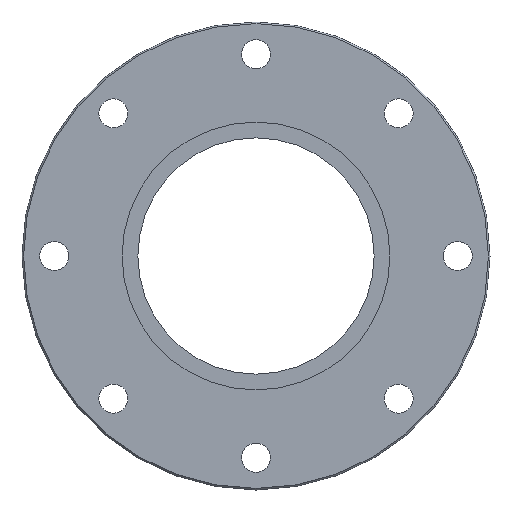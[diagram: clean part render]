
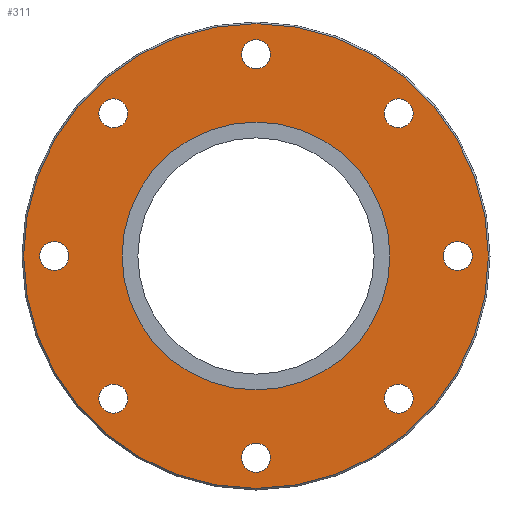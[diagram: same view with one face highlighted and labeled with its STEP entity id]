
A CAD part, front view. The second image highlights one B-rep face of the part: STEP entity #311.
In plain terms, the highlighted planar face has unit normal (0, -1, 0).
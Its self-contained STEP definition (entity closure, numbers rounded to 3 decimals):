
#15=FACE_BOUND('',#68,.T.);
#16=FACE_BOUND('',#69,.T.);
#17=FACE_BOUND('',#70,.T.);
#18=FACE_BOUND('',#71,.T.);
#19=FACE_BOUND('',#72,.T.);
#20=FACE_BOUND('',#73,.T.);
#21=FACE_BOUND('',#74,.T.);
#22=FACE_BOUND('',#75,.T.);
#23=FACE_BOUND('',#76,.T.);
#35=PLANE('',#371);
#50=FACE_OUTER_BOUND('',#67,.T.);
#67=EDGE_LOOP('',(#253));
#68=EDGE_LOOP('',(#254));
#69=EDGE_LOOP('',(#255));
#70=EDGE_LOOP('',(#256));
#71=EDGE_LOOP('',(#257));
#72=EDGE_LOOP('',(#258));
#73=EDGE_LOOP('',(#259));
#74=EDGE_LOOP('',(#260));
#75=EDGE_LOOP('',(#261));
#76=EDGE_LOOP('',(#262));
#120=CIRCLE('',#342,4.5);
#122=CIRCLE('',#345,4.5);
#124=CIRCLE('',#348,4.5);
#126=CIRCLE('',#351,4.5);
#128=CIRCLE('',#354,4.5);
#130=CIRCLE('',#357,4.5);
#132=CIRCLE('',#360,4.5);
#134=CIRCLE('',#363,4.5);
#138=CIRCLE('',#368,72.);
#140=CIRCLE('',#372,41.5);
#146=VERTEX_POINT('',#487);
#148=VERTEX_POINT('',#493);
#150=VERTEX_POINT('',#499);
#152=VERTEX_POINT('',#505);
#154=VERTEX_POINT('',#511);
#156=VERTEX_POINT('',#517);
#158=VERTEX_POINT('',#523);
#160=VERTEX_POINT('',#529);
#164=VERTEX_POINT('',#539);
#166=VERTEX_POINT('',#547);
#172=EDGE_CURVE('',#146,#146,#120,.T.);
#175=EDGE_CURVE('',#148,#148,#122,.T.);
#178=EDGE_CURVE('',#150,#150,#124,.T.);
#181=EDGE_CURVE('',#152,#152,#126,.T.);
#184=EDGE_CURVE('',#154,#154,#128,.T.);
#187=EDGE_CURVE('',#156,#156,#130,.T.);
#190=EDGE_CURVE('',#158,#158,#132,.T.);
#193=EDGE_CURVE('',#160,#160,#134,.T.);
#199=EDGE_CURVE('',#164,#164,#138,.T.);
#202=EDGE_CURVE('',#166,#166,#140,.T.);
#253=ORIENTED_EDGE('',*,*,#199,.F.);
#254=ORIENTED_EDGE('',*,*,#172,.T.);
#255=ORIENTED_EDGE('',*,*,#175,.T.);
#256=ORIENTED_EDGE('',*,*,#178,.T.);
#257=ORIENTED_EDGE('',*,*,#181,.T.);
#258=ORIENTED_EDGE('',*,*,#184,.T.);
#259=ORIENTED_EDGE('',*,*,#187,.T.);
#260=ORIENTED_EDGE('',*,*,#190,.T.);
#261=ORIENTED_EDGE('',*,*,#193,.T.);
#262=ORIENTED_EDGE('',*,*,#202,.T.);
#311=ADVANCED_FACE('',(#50,#15,#16,#17,#18,#19,#20,#21,#22,#23),#35,.T.);
#342=AXIS2_PLACEMENT_3D('',#488,#388,#389);
#345=AXIS2_PLACEMENT_3D('',#494,#395,#396);
#348=AXIS2_PLACEMENT_3D('',#500,#402,#403);
#351=AXIS2_PLACEMENT_3D('',#506,#409,#410);
#354=AXIS2_PLACEMENT_3D('',#512,#416,#417);
#357=AXIS2_PLACEMENT_3D('',#518,#423,#424);
#360=AXIS2_PLACEMENT_3D('',#524,#430,#431);
#363=AXIS2_PLACEMENT_3D('',#530,#437,#438);
#368=AXIS2_PLACEMENT_3D('',#541,#449,#450);
#371=AXIS2_PLACEMENT_3D('',#546,#456,#457);
#372=AXIS2_PLACEMENT_3D('',#548,#458,#459);
#388=DIRECTION('center_axis',(0.,1.,0.));
#389=DIRECTION('ref_axis',(0.707,0.,0.707));
#395=DIRECTION('center_axis',(0.,1.,0.));
#396=DIRECTION('ref_axis',(0.,0.,1.));
#402=DIRECTION('center_axis',(0.,1.,0.));
#403=DIRECTION('ref_axis',(-0.707,0.,0.707));
#409=DIRECTION('center_axis',(0.,1.,0.));
#410=DIRECTION('ref_axis',(-1.,0.,0.));
#416=DIRECTION('center_axis',(0.,1.,0.));
#417=DIRECTION('ref_axis',(-0.707,0.,-0.707));
#423=DIRECTION('center_axis',(0.,1.,0.));
#424=DIRECTION('ref_axis',(0.,0.,-1.));
#430=DIRECTION('center_axis',(0.,1.,0.));
#431=DIRECTION('ref_axis',(0.707,0.,-0.707));
#437=DIRECTION('center_axis',(0.,1.,0.));
#438=DIRECTION('ref_axis',(1.,0.,0.));
#449=DIRECTION('center_axis',(0.,1.,0.));
#450=DIRECTION('ref_axis',(1.,0.,0.));
#456=DIRECTION('center_axis',(0.,-1.,0.));
#457=DIRECTION('ref_axis',(0.,0.,-1.));
#458=DIRECTION('center_axis',(0.,1.,0.));
#459=DIRECTION('ref_axis',(1.,0.,0.));
#487=CARTESIAN_POINT('',(-47.376,0.,41.012));
#488=CARTESIAN_POINT('Origin',(-44.194,0.,44.194));
#493=CARTESIAN_POINT('',(-62.5,0.,-4.5));
#494=CARTESIAN_POINT('Origin',(-62.5,0.,0.));
#499=CARTESIAN_POINT('',(-41.012,0.,-47.376));
#500=CARTESIAN_POINT('Origin',(-44.194,0.,-44.194));
#505=CARTESIAN_POINT('',(4.5,0.,-62.5));
#506=CARTESIAN_POINT('Origin',(0.,0.,-62.5));
#511=CARTESIAN_POINT('',(47.376,0.,-41.012));
#512=CARTESIAN_POINT('Origin',(44.194,0.,-44.194));
#517=CARTESIAN_POINT('',(62.5,0.,4.5));
#518=CARTESIAN_POINT('Origin',(62.5,0.,0.));
#523=CARTESIAN_POINT('',(41.012,0.,47.376));
#524=CARTESIAN_POINT('Origin',(44.194,0.,44.194));
#529=CARTESIAN_POINT('',(-4.5,0.,62.5));
#530=CARTESIAN_POINT('Origin',(0.,0.,62.5));
#539=CARTESIAN_POINT('',(-72.,0.,0.));
#541=CARTESIAN_POINT('Origin',(0.,0.,0.));
#546=CARTESIAN_POINT('Origin',(-72.5,0.,0.));
#547=CARTESIAN_POINT('',(41.5,0.,0.));
#548=CARTESIAN_POINT('Origin',(0.,0.,0.));
